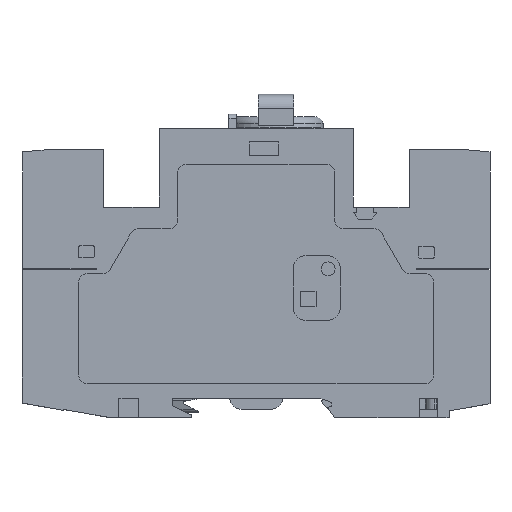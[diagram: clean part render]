
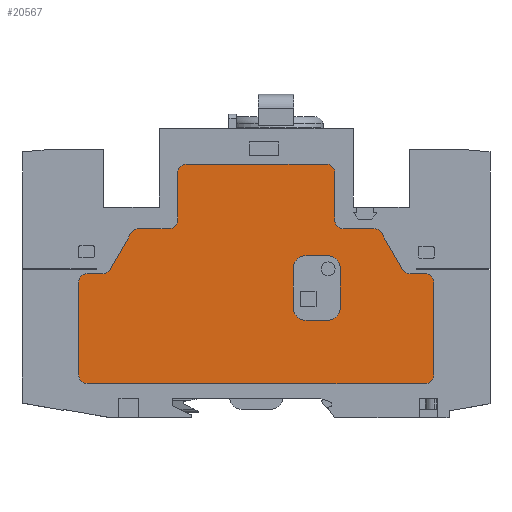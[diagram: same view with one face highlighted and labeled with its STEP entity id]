
A CAD part, left-side view. The second image highlights one B-rep face of the part: STEP entity #20567.
In plain terms, the highlighted planar face has unit normal (-1, 0, 0).
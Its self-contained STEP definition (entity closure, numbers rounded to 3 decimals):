
#329=CIRCLE('',#21786,2.);
#330=CIRCLE('',#21789,2.);
#331=CIRCLE('',#21792,2.);
#332=CIRCLE('',#21795,2.);
#333=CIRCLE('',#21798,2.);
#334=CIRCLE('',#21801,2.);
#335=CIRCLE('',#21804,2.);
#336=CIRCLE('',#21807,2.);
#337=CIRCLE('',#21810,2.);
#338=CIRCLE('',#21813,2.);
#339=CIRCLE('',#21816,2.);
#340=CIRCLE('',#21819,2.);
#341=CIRCLE('',#21821,3.);
#342=CIRCLE('',#21824,3.);
#343=CIRCLE('',#21827,3.);
#344=CIRCLE('',#21830,3.);
#2902=ORIENTED_EDGE('',*,*,#8030,.T.);
#2903=ORIENTED_EDGE('',*,*,#8044,.T.);
#2904=ORIENTED_EDGE('',*,*,#8042,.T.);
#2905=ORIENTED_EDGE('',*,*,#8040,.T.);
#2906=ORIENTED_EDGE('',*,*,#8038,.T.);
#2907=ORIENTED_EDGE('',*,*,#8036,.T.);
#2908=ORIENTED_EDGE('',*,*,#8034,.T.);
#2909=ORIENTED_EDGE('',*,*,#8032,.T.);
#2910=ORIENTED_EDGE('',*,*,#7983,.F.);
#2911=ORIENTED_EDGE('',*,*,#8045,.F.);
#2912=ORIENTED_EDGE('',*,*,#8027,.T.);
#2913=ORIENTED_EDGE('',*,*,#8025,.F.);
#2914=ORIENTED_EDGE('',*,*,#8023,.F.);
#2915=ORIENTED_EDGE('',*,*,#8021,.F.);
#2916=ORIENTED_EDGE('',*,*,#8019,.T.);
#2917=ORIENTED_EDGE('',*,*,#8017,.F.);
#2918=ORIENTED_EDGE('',*,*,#8015,.F.);
#2919=ORIENTED_EDGE('',*,*,#8013,.F.);
#2920=ORIENTED_EDGE('',*,*,#8011,.F.);
#2921=ORIENTED_EDGE('',*,*,#8009,.F.);
#2922=ORIENTED_EDGE('',*,*,#8007,.F.);
#2923=ORIENTED_EDGE('',*,*,#8005,.F.);
#2924=ORIENTED_EDGE('',*,*,#8003,.F.);
#2925=ORIENTED_EDGE('',*,*,#8001,.F.);
#2926=ORIENTED_EDGE('',*,*,#7999,.T.);
#2927=ORIENTED_EDGE('',*,*,#7997,.F.);
#2928=ORIENTED_EDGE('',*,*,#7995,.F.);
#2929=ORIENTED_EDGE('',*,*,#7993,.F.);
#2930=ORIENTED_EDGE('',*,*,#7991,.T.);
#2931=ORIENTED_EDGE('',*,*,#7989,.F.);
#2932=ORIENTED_EDGE('',*,*,#7987,.F.);
#2933=ORIENTED_EDGE('',*,*,#7985,.F.);
#7983=EDGE_CURVE('',#10654,#10655,#329,.T.);
#7985=EDGE_CURVE('',#10655,#10656,#12779,.T.);
#7987=EDGE_CURVE('',#10656,#10657,#330,.T.);
#7989=EDGE_CURVE('',#10657,#10658,#12782,.T.);
#7991=EDGE_CURVE('',#10659,#10658,#331,.T.);
#7993=EDGE_CURVE('',#10659,#10660,#12785,.T.);
#7995=EDGE_CURVE('',#10660,#10661,#332,.T.);
#7997=EDGE_CURVE('',#10661,#10662,#12788,.T.);
#7999=EDGE_CURVE('',#10663,#10662,#333,.T.);
#8001=EDGE_CURVE('',#10663,#10664,#12791,.T.);
#8003=EDGE_CURVE('',#10664,#10665,#334,.T.);
#8005=EDGE_CURVE('',#10665,#10666,#12794,.T.);
#8007=EDGE_CURVE('',#10666,#10667,#335,.T.);
#8009=EDGE_CURVE('',#10667,#10668,#12797,.T.);
#8011=EDGE_CURVE('',#10668,#10669,#336,.T.);
#8013=EDGE_CURVE('',#10669,#10670,#12800,.T.);
#8015=EDGE_CURVE('',#10670,#10671,#337,.T.);
#8017=EDGE_CURVE('',#10671,#10672,#12803,.T.);
#8019=EDGE_CURVE('',#10673,#10672,#338,.T.);
#8021=EDGE_CURVE('',#10673,#10674,#12806,.T.);
#8023=EDGE_CURVE('',#10674,#10675,#339,.T.);
#8025=EDGE_CURVE('',#10675,#10676,#12809,.T.);
#8027=EDGE_CURVE('',#10677,#10676,#340,.T.);
#8030=EDGE_CURVE('',#10679,#10678,#341,.T.);
#8032=EDGE_CURVE('',#10680,#10679,#12814,.T.);
#8034=EDGE_CURVE('',#10681,#10680,#342,.T.);
#8036=EDGE_CURVE('',#10682,#10681,#12817,.T.);
#8038=EDGE_CURVE('',#10683,#10682,#343,.T.);
#8040=EDGE_CURVE('',#10684,#10683,#12820,.T.);
#8042=EDGE_CURVE('',#10685,#10684,#344,.T.);
#8044=EDGE_CURVE('',#10678,#10685,#12823,.T.);
#8045=EDGE_CURVE('',#10677,#10654,#12824,.T.);
#10654=VERTEX_POINT('',#31231);
#10655=VERTEX_POINT('',#31233);
#10656=VERTEX_POINT('',#31237);
#10657=VERTEX_POINT('',#31241);
#10658=VERTEX_POINT('',#31245);
#10659=VERTEX_POINT('',#31249);
#10660=VERTEX_POINT('',#31253);
#10661=VERTEX_POINT('',#31257);
#10662=VERTEX_POINT('',#31261);
#10663=VERTEX_POINT('',#31265);
#10664=VERTEX_POINT('',#31269);
#10665=VERTEX_POINT('',#31273);
#10666=VERTEX_POINT('',#31277);
#10667=VERTEX_POINT('',#31281);
#10668=VERTEX_POINT('',#31285);
#10669=VERTEX_POINT('',#31289);
#10670=VERTEX_POINT('',#31293);
#10671=VERTEX_POINT('',#31297);
#10672=VERTEX_POINT('',#31301);
#10673=VERTEX_POINT('',#31305);
#10674=VERTEX_POINT('',#31309);
#10675=VERTEX_POINT('',#31313);
#10676=VERTEX_POINT('',#31317);
#10677=VERTEX_POINT('',#31321);
#10678=VERTEX_POINT('',#31325);
#10679=VERTEX_POINT('',#31327);
#10680=VERTEX_POINT('',#31331);
#10681=VERTEX_POINT('',#31335);
#10682=VERTEX_POINT('',#31339);
#10683=VERTEX_POINT('',#31343);
#10684=VERTEX_POINT('',#31347);
#10685=VERTEX_POINT('',#31351);
#12779=LINE('',#31236,#15476);
#12782=LINE('',#31244,#15479);
#12785=LINE('',#31252,#15482);
#12788=LINE('',#31260,#15485);
#12791=LINE('',#31268,#15488);
#12794=LINE('',#31276,#15491);
#12797=LINE('',#31284,#15494);
#12800=LINE('',#31292,#15497);
#12803=LINE('',#31300,#15500);
#12806=LINE('',#31308,#15503);
#12809=LINE('',#31316,#15506);
#12814=LINE('',#31330,#15511);
#12817=LINE('',#31338,#15514);
#12820=LINE('',#31346,#15517);
#12823=LINE('',#31354,#15520);
#12824=LINE('',#31356,#15521);
#15476=VECTOR('',#25027,1000.);
#15479=VECTOR('',#25036,1000.);
#15482=VECTOR('',#25045,1000.);
#15485=VECTOR('',#25054,1000.);
#15488=VECTOR('',#25063,1000.);
#15491=VECTOR('',#25072,1000.);
#15494=VECTOR('',#25081,1000.);
#15497=VECTOR('',#25090,1000.);
#15500=VECTOR('',#25099,1000.);
#15503=VECTOR('',#25108,1000.);
#15506=VECTOR('',#25117,1000.);
#15511=VECTOR('',#25132,1000.);
#15514=VECTOR('',#25141,1000.);
#15517=VECTOR('',#25150,1000.);
#15520=VECTOR('',#25159,1000.);
#15521=VECTOR('',#25162,1000.);
#17228=EDGE_LOOP('',(#2902,#2903,#2904,#2905,#2906,#2907,#2908,#2909));
#17229=EDGE_LOOP('',(#2910,#2911,#2912,#2913,#2914,#2915,#2916,#2917,#2918,
#2919,#2920,#2921,#2922,#2923,#2924,#2925,#2926,#2927,#2928,#2929,#2930,
#2931,#2932,#2933));
#18492=FACE_BOUND('',#17228,.T.);
#18493=FACE_BOUND('',#17229,.T.);
#19566=PLANE('',#21833);
#20567=ADVANCED_FACE('',(#18492,#18493),#19566,.F.);
#21786=AXIS2_PLACEMENT_3D('',#31232,#25022,#25023);
#21789=AXIS2_PLACEMENT_3D('',#31240,#25031,#25032);
#21792=AXIS2_PLACEMENT_3D('',#31248,#25040,#25041);
#21795=AXIS2_PLACEMENT_3D('',#31256,#25049,#25050);
#21798=AXIS2_PLACEMENT_3D('',#31264,#25058,#25059);
#21801=AXIS2_PLACEMENT_3D('',#31272,#25067,#25068);
#21804=AXIS2_PLACEMENT_3D('',#31280,#25076,#25077);
#21807=AXIS2_PLACEMENT_3D('',#31288,#25085,#25086);
#21810=AXIS2_PLACEMENT_3D('',#31296,#25094,#25095);
#21813=AXIS2_PLACEMENT_3D('',#31304,#25103,#25104);
#21816=AXIS2_PLACEMENT_3D('',#31312,#25112,#25113);
#21819=AXIS2_PLACEMENT_3D('',#31320,#25121,#25122);
#21821=AXIS2_PLACEMENT_3D('',#31326,#25127,#25128);
#21824=AXIS2_PLACEMENT_3D('',#31334,#25136,#25137);
#21827=AXIS2_PLACEMENT_3D('',#31342,#25145,#25146);
#21830=AXIS2_PLACEMENT_3D('',#31350,#25154,#25155);
#21833=AXIS2_PLACEMENT_3D('',#31357,#25163,#25164);
#25022=DIRECTION('',(1.,0.,0.));
#25023=DIRECTION('',(0.,0.,-1.));
#25027=DIRECTION('',(0.,-1.,0.));
#25031=DIRECTION('',(1.,0.,0.));
#25032=DIRECTION('',(0.,0.,-1.));
#25036=DIRECTION('',(0.,0.,-1.));
#25040=DIRECTION('',(1.,0.,0.));
#25041=DIRECTION('',(0.,0.,-1.));
#25045=DIRECTION('',(0.,-1.,0.));
#25049=DIRECTION('',(1.,0.,0.));
#25050=DIRECTION('',(0.,0.,-1.));
#25054=DIRECTION('',(0.,-0.5,-0.866));
#25058=DIRECTION('',(1.,0.,0.));
#25059=DIRECTION('',(0.,0.,-1.));
#25063=DIRECTION('',(0.,-1.,0.));
#25067=DIRECTION('',(1.,0.,0.));
#25068=DIRECTION('',(0.,0.,-1.));
#25072=DIRECTION('',(0.,0.,-1.));
#25076=DIRECTION('',(1.,0.,0.));
#25077=DIRECTION('',(0.,0.,-1.));
#25081=DIRECTION('',(0.,1.,0.));
#25085=DIRECTION('',(1.,0.,0.));
#25086=DIRECTION('',(0.,0.,-1.));
#25090=DIRECTION('',(0.,0.,1.));
#25094=DIRECTION('',(1.,0.,0.));
#25095=DIRECTION('',(0.,0.,-1.));
#25099=DIRECTION('',(0.,-1.,0.));
#25103=DIRECTION('',(1.,0.,0.));
#25104=DIRECTION('',(0.,0.,-1.));
#25108=DIRECTION('',(0.,-0.5,0.866));
#25112=DIRECTION('',(1.,0.,0.));
#25113=DIRECTION('',(0.,0.,-1.));
#25117=DIRECTION('',(0.,-1.,0.));
#25121=DIRECTION('',(1.,0.,0.));
#25122=DIRECTION('',(0.,0.,-1.));
#25127=DIRECTION('',(1.,0.,0.));
#25128=DIRECTION('',(0.,0.,-1.));
#25132=DIRECTION('',(0.,0.,1.));
#25136=DIRECTION('',(1.,0.,0.));
#25137=DIRECTION('',(0.,0.,-1.));
#25141=DIRECTION('',(0.,1.,0.));
#25145=DIRECTION('',(1.,0.,0.));
#25146=DIRECTION('',(0.,0.,-1.));
#25150=DIRECTION('',(0.,0.,-1.));
#25154=DIRECTION('',(1.,0.,0.));
#25155=DIRECTION('',(0.,0.,-1.));
#25159=DIRECTION('',(0.,-1.,0.));
#25162=DIRECTION('',(0.,0.,1.));
#25163=DIRECTION('',(1.,0.,0.));
#25164=DIRECTION('',(0.,0.,-1.));
#31231=CARTESIAN_POINT('',(-0.1,72.55,57.));
#31232=CARTESIAN_POINT('',(-0.1,70.55,57.));
#31233=CARTESIAN_POINT('',(-0.1,70.55,59.));
#31236=CARTESIAN_POINT('',(-0.1,70.55,59.));
#31237=CARTESIAN_POINT('',(-0.1,38.05,59.));
#31240=CARTESIAN_POINT('',(-0.1,38.05,57.));
#31241=CARTESIAN_POINT('',(-0.1,36.05,57.));
#31244=CARTESIAN_POINT('',(-0.1,36.05,57.));
#31245=CARTESIAN_POINT('',(-0.1,36.05,46.));
#31248=CARTESIAN_POINT('',(-0.1,34.05,46.));
#31249=CARTESIAN_POINT('',(-0.1,34.05,44.));
#31252=CARTESIAN_POINT('',(-0.1,34.05,44.));
#31253=CARTESIAN_POINT('',(-0.1,26.955,44.));
#31256=CARTESIAN_POINT('',(-0.1,26.955,42.));
#31257=CARTESIAN_POINT('',(-0.1,25.223,43.));
#31260=CARTESIAN_POINT('',(-0.1,25.223,43.));
#31261=CARTESIAN_POINT('',(-0.1,20.315,34.5));
#31264=CARTESIAN_POINT('',(-0.1,18.583,35.5));
#31265=CARTESIAN_POINT('',(-0.1,18.583,33.5));
#31268=CARTESIAN_POINT('',(-0.1,18.583,33.5));
#31269=CARTESIAN_POINT('',(-0.1,15.05,33.5));
#31272=CARTESIAN_POINT('',(-0.1,15.05,31.5));
#31273=CARTESIAN_POINT('',(-0.1,13.05,31.5));
#31276=CARTESIAN_POINT('',(-0.1,13.05,31.5));
#31277=CARTESIAN_POINT('',(-0.1,13.05,10.));
#31280=CARTESIAN_POINT('',(-0.1,15.05,10.));
#31281=CARTESIAN_POINT('',(-0.1,15.05,8.));
#31284=CARTESIAN_POINT('',(-0.1,15.05,8.));
#31285=CARTESIAN_POINT('',(-0.1,93.55,8.));
#31288=CARTESIAN_POINT('',(-0.1,93.55,10.));
#31289=CARTESIAN_POINT('',(-0.1,95.55,10.));
#31292=CARTESIAN_POINT('',(-0.1,95.55,10.));
#31293=CARTESIAN_POINT('',(-0.1,95.55,31.5));
#31296=CARTESIAN_POINT('',(-0.1,93.55,31.5));
#31297=CARTESIAN_POINT('',(-0.1,93.55,33.5));
#31300=CARTESIAN_POINT('',(-0.1,93.55,33.5));
#31301=CARTESIAN_POINT('',(-0.1,90.017,33.5));
#31304=CARTESIAN_POINT('',(-0.1,90.017,35.5));
#31305=CARTESIAN_POINT('',(-0.1,88.285,34.5));
#31308=CARTESIAN_POINT('',(-0.1,88.285,34.5));
#31309=CARTESIAN_POINT('',(-0.1,83.377,43.));
#31312=CARTESIAN_POINT('',(-0.1,81.645,42.));
#31313=CARTESIAN_POINT('',(-0.1,81.645,44.));
#31316=CARTESIAN_POINT('',(-0.1,81.645,44.));
#31317=CARTESIAN_POINT('',(-0.1,74.55,44.));
#31320=CARTESIAN_POINT('',(-0.1,74.55,46.));
#31321=CARTESIAN_POINT('',(-0.1,72.55,46.));
#31325=CARTESIAN_POINT('',(-0.1,42.75,37.7));
#31326=CARTESIAN_POINT('',(-0.1,42.75,34.7));
#31327=CARTESIAN_POINT('',(-0.1,45.75,34.7));
#31330=CARTESIAN_POINT('',(-0.1,45.75,25.7));
#31331=CARTESIAN_POINT('',(-0.1,45.75,25.7));
#31334=CARTESIAN_POINT('',(-0.1,42.75,25.7));
#31335=CARTESIAN_POINT('',(-0.1,42.75,22.7));
#31338=CARTESIAN_POINT('',(-0.1,37.75,22.7));
#31339=CARTESIAN_POINT('',(-0.1,37.75,22.7));
#31342=CARTESIAN_POINT('',(-0.1,37.75,25.7));
#31343=CARTESIAN_POINT('',(-0.1,34.75,25.7));
#31346=CARTESIAN_POINT('',(-0.1,34.75,34.7));
#31347=CARTESIAN_POINT('',(-0.1,34.75,34.7));
#31350=CARTESIAN_POINT('',(-0.1,37.75,34.7));
#31351=CARTESIAN_POINT('',(-0.1,37.75,37.7));
#31354=CARTESIAN_POINT('',(-0.1,42.75,37.7));
#31356=CARTESIAN_POINT('',(-0.1,72.55,46.));
#31357=CARTESIAN_POINT('',(-0.1,70.55,57.));
